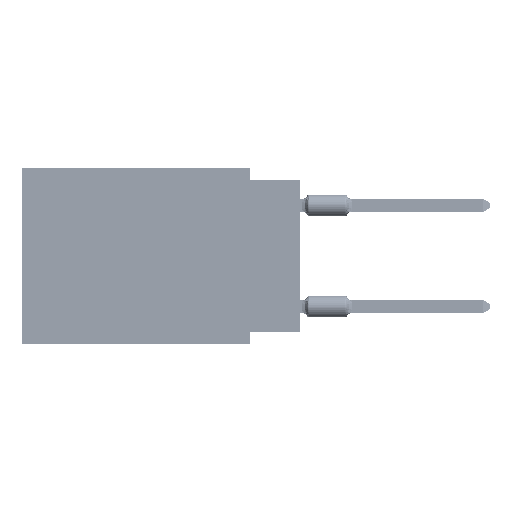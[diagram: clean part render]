
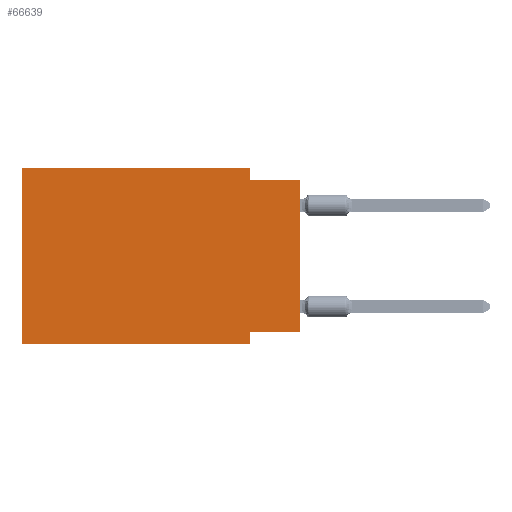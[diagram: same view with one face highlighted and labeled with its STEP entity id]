
A CAD part, left-side view. The second image highlights one B-rep face of the part: STEP entity #66639.
In plain terms, the highlighted planar face has unit normal (-1, 0, 0).
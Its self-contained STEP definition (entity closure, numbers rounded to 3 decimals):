
#379 = EDGE_CURVE ( 'NONE', #96404, #101929, #82896, .T. ) ;
#578 = CARTESIAN_POINT ( 'NONE',  ( 0., 0., -8.255 ) ) ;
#1736 = CARTESIAN_POINT ( 'NONE',  ( 0., 13.97, 0. ) ) ;
#3921 = VERTEX_POINT ( 'NONE', #39112 ) ;
#4053 = VERTEX_POINT ( 'NONE', #95943 ) ;
#7853 = ORIENTED_EDGE ( 'NONE', *, *, #379, .F. ) ;
#9719 = ORIENTED_EDGE ( 'NONE', *, *, #22634, .F. ) ;
#11401 = DIRECTION ( 'NONE',  ( 0., 0., -1. ) ) ;
#12383 = PLANE ( 'NONE',  #33594 ) ;
#13557 = DIRECTION ( 'NONE',  ( 0., 0., -1. ) ) ;
#14162 = DIRECTION ( 'NONE',  ( 0., -1., 0. ) ) ;
#17864 = DIRECTION ( 'NONE',  ( 0., 0., -1. ) ) ;
#19730 = LINE ( 'NONE', #56396, #61788 ) ;
#21261 = VERTEX_POINT ( 'NONE', #82745 ) ;
#22087 = VERTEX_POINT ( 'NONE', #578 ) ;
#22634 = EDGE_CURVE ( 'NONE', #4053, #21261, #19730, .T. ) ;
#23816 = DIRECTION ( 'NONE',  ( 0., -1., 0. ) ) ;
#25538 = CARTESIAN_POINT ( 'NONE',  ( 0., 2.54, 0. ) ) ;
#27860 = ORIENTED_EDGE ( 'NONE', *, *, #73449, .F. ) ;
#28998 = DIRECTION ( 'NONE',  ( 0., 0., 1. ) ) ;
#29286 = EDGE_CURVE ( 'NONE', #71930, #49223, #62858, .T. ) ;
#31792 = ORIENTED_EDGE ( 'NONE', *, *, #55312, .F. ) ;
#33594 = AXIS2_PLACEMENT_3D ( 'NONE', #58555, #94694, #13557 ) ;
#33693 = LINE ( 'NONE', #112488, #38114 ) ;
#35169 = VECTOR ( 'NONE', #42433, 1000. ) ;
#38114 = VECTOR ( 'NONE', #14162, 1000. ) ;
#39112 = CARTESIAN_POINT ( 'NONE',  ( 0., 0., -0.635 ) ) ;
#40772 = EDGE_LOOP ( 'NONE', ( #104949, #31792, #54817, #27860, #7853, #44520, #9719, #70718 ) ) ;
#42253 = VECTOR ( 'NONE', #28998, 1000. ) ;
#42433 = DIRECTION ( 'NONE',  ( 0., -1., 0. ) ) ;
#43013 = EDGE_CURVE ( 'NONE', #22087, #3921, #61245, .T. ) ;
#44520 = ORIENTED_EDGE ( 'NONE', *, *, #91784, .T. ) ;
#49223 = VERTEX_POINT ( 'NONE', #60710 ) ;
#51311 = CARTESIAN_POINT ( 'NONE',  ( 0., 0., -0.635 ) ) ;
#54817 = ORIENTED_EDGE ( 'NONE', *, *, #29286, .F. ) ;
#55312 = EDGE_CURVE ( 'NONE', #49223, #3921, #116437, .T. ) ;
#56396 = CARTESIAN_POINT ( 'NONE',  ( 0., 2.54, -8.89 ) ) ;
#58555 = CARTESIAN_POINT ( 'NONE',  ( 0., 13.97, 0. ) ) ;
#59580 = DIRECTION ( 'NONE',  ( 0., 1., 0. ) ) ;
#60177 = LINE ( 'NONE', #96318, #90377 ) ;
#60710 = CARTESIAN_POINT ( 'NONE',  ( 0., 2.54, -0.635 ) ) ;
#61245 = LINE ( 'NONE', #81383, #83268 ) ;
#61788 = VECTOR ( 'NONE', #11401, 1000. ) ;
#62858 = LINE ( 'NONE', #98999, #90165 ) ;
#63577 = DIRECTION ( 'NONE',  ( 0., 0., 1. ) ) ;
#66639 = ADVANCED_FACE ( 'NONE', ( #93526 ), #12383, .F. ) ;
#70718 = ORIENTED_EDGE ( 'NONE', *, *, #104850, .F. ) ;
#71930 = VERTEX_POINT ( 'NONE', #25538 ) ;
#73449 = EDGE_CURVE ( 'NONE', #101929, #71930, #33693, .T. ) ;
#81383 = CARTESIAN_POINT ( 'NONE',  ( 0., 0., 0. ) ) ;
#82745 = CARTESIAN_POINT ( 'NONE',  ( 0., 2.54, -8.89 ) ) ;
#82896 = LINE ( 'NONE', #1736, #42253 ) ;
#83268 = VECTOR ( 'NONE', #63577, 1000. ) ;
#87044 = CARTESIAN_POINT ( 'NONE',  ( 0., 13.97, -8.89 ) ) ;
#90165 = VECTOR ( 'NONE', #17864, 1000. ) ;
#90377 = VECTOR ( 'NONE', #59580, 1000. ) ;
#91784 = EDGE_CURVE ( 'NONE', #96404, #21261, #97232, .T. ) ;
#93526 = FACE_OUTER_BOUND ( 'NONE', #40772, .T. ) ;
#94694 = DIRECTION ( 'NONE',  ( 1., 0., 0. ) ) ;
#95943 = CARTESIAN_POINT ( 'NONE',  ( 0., 2.54, -8.255 ) ) ;
#96318 = CARTESIAN_POINT ( 'NONE',  ( 0., 0., -8.255 ) ) ;
#96404 = VERTEX_POINT ( 'NONE', #87044 ) ;
#96419 = CARTESIAN_POINT ( 'NONE',  ( 0., 13.97, 0. ) ) ;
#96649 = CARTESIAN_POINT ( 'NONE',  ( 0., 13.97, -8.89 ) ) ;
#97232 = LINE ( 'NONE', #96649, #114265 ) ;
#98999 = CARTESIAN_POINT ( 'NONE',  ( 0., 2.54, 0. ) ) ;
#101929 = VERTEX_POINT ( 'NONE', #96419 ) ;
#104850 = EDGE_CURVE ( 'NONE', #22087, #4053, #60177, .T. ) ;
#104949 = ORIENTED_EDGE ( 'NONE', *, *, #43013, .T. ) ;
#112488 = CARTESIAN_POINT ( 'NONE',  ( 0., 13.97, 0. ) ) ;
#114265 = VECTOR ( 'NONE', #23816, 1000. ) ;
#116437 = LINE ( 'NONE', #51311, #35169 ) ;
